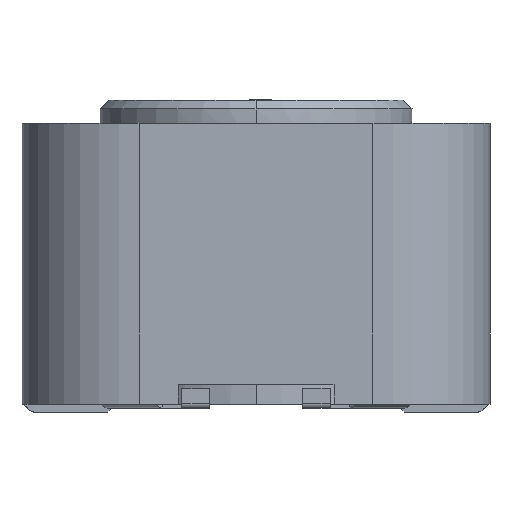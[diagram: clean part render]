
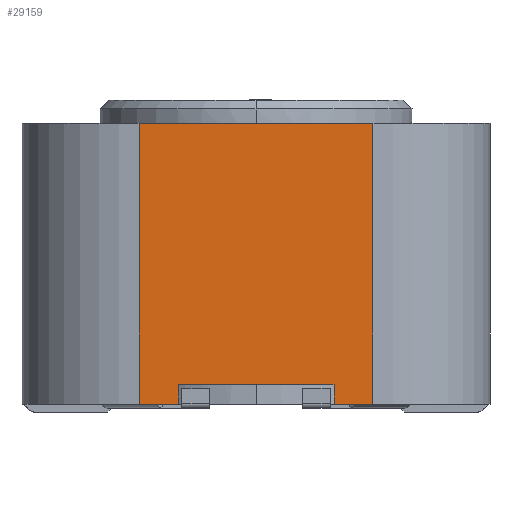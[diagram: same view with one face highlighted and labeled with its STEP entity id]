
A CAD part, left-side view. The second image highlights one B-rep face of the part: STEP entity #29159.
In plain terms, the highlighted planar face has unit normal (-1, 0, 0).
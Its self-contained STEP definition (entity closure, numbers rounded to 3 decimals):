
#226 = EDGE_CURVE ( 'NONE', #15244, #18637, #5097, .T. ) ;
#526 = CARTESIAN_POINT ( 'NONE',  ( -6., 2., 0.5 ) ) ;
#885 = CARTESIAN_POINT ( 'NONE',  ( -6., -3., 7.2 ) ) ;
#1350 = ORIENTED_EDGE ( 'NONE', *, *, #15981, .F. ) ;
#2015 = CARTESIAN_POINT ( 'NONE',  ( -6., 2., 0. ) ) ;
#2297 = CARTESIAN_POINT ( 'NONE',  ( -6., 3., 0. ) ) ;
#2353 = VECTOR ( 'NONE', #2973, 1000. ) ;
#2528 = VERTEX_POINT ( 'NONE', #3105 ) ;
#2973 = DIRECTION ( 'NONE',  ( 0., 0., -1. ) ) ;
#3105 = CARTESIAN_POINT ( 'NONE',  ( -6., -2., 0. ) ) ;
#3407 = DIRECTION ( 'NONE',  ( 1., 0., 0. ) ) ;
#4246 = VECTOR ( 'NONE', #26849, 1000. ) ;
#4275 = ORIENTED_EDGE ( 'NONE', *, *, #12636, .F. ) ;
#5097 = LINE ( 'NONE', #27753, #7615 ) ;
#5827 = LINE ( 'NONE', #23882, #22514 ) ;
#6096 = EDGE_CURVE ( 'NONE', #9264, #20866, #25312, .T. ) ;
#6139 = LINE ( 'NONE', #10707, #4246 ) ;
#6646 = VERTEX_POINT ( 'NONE', #18829 ) ;
#6965 = ORIENTED_EDGE ( 'NONE', *, *, #21785, .T. ) ;
#7472 = DIRECTION ( 'NONE',  ( 0., -1., 0. ) ) ;
#7615 = VECTOR ( 'NONE', #7472, 1000. ) ;
#7843 = CARTESIAN_POINT ( 'NONE',  ( -6., 3., 7.2 ) ) ;
#9152 = ORIENTED_EDGE ( 'NONE', *, *, #22340, .F. ) ;
#9264 = VERTEX_POINT ( 'NONE', #885 ) ;
#9518 = ORIENTED_EDGE ( 'NONE', *, *, #6096, .F. ) ;
#10707 = CARTESIAN_POINT ( 'NONE',  ( -6., 3., 7.2 ) ) ;
#10726 = CARTESIAN_POINT ( 'NONE',  ( -6., -2., 0.5 ) ) ;
#10845 = ORIENTED_EDGE ( 'NONE', *, *, #226, .T. ) ;
#11720 = LINE ( 'NONE', #526, #14157 ) ;
#12416 = DIRECTION ( 'NONE',  ( 0., 1., 0. ) ) ;
#12636 = EDGE_CURVE ( 'NONE', #6646, #18637, #24559, .T. ) ;
#12967 = DIRECTION ( 'NONE',  ( 0., -1., 0. ) ) ;
#13311 = CARTESIAN_POINT ( 'NONE',  ( -6., 2., 0. ) ) ;
#14157 = VECTOR ( 'NONE', #18552, 1000. ) ;
#14588 = CARTESIAN_POINT ( 'NONE',  ( -6., 3., 7.2 ) ) ;
#14841 = VECTOR ( 'NONE', #12967, 1000. ) ;
#15244 = VERTEX_POINT ( 'NONE', #23009 ) ;
#15654 = CARTESIAN_POINT ( 'NONE',  ( -6., 3., 7.2 ) ) ;
#15981 = EDGE_CURVE ( 'NONE', #2528, #22747, #5827, .T. ) ;
#16651 = CARTESIAN_POINT ( 'NONE',  ( -6., -3., 0. ) ) ;
#18123 = LINE ( 'NONE', #2297, #14841 ) ;
#18552 = DIRECTION ( 'NONE',  ( 0., 1., 0. ) ) ;
#18637 = VERTEX_POINT ( 'NONE', #2015 ) ;
#18795 = PLANE ( 'NONE',  #25255 ) ;
#18829 = CARTESIAN_POINT ( 'NONE',  ( -6., 2., 0.5 ) ) ;
#19816 = EDGE_CURVE ( 'NONE', #22747, #6646, #11720, .T. ) ;
#20866 = VERTEX_POINT ( 'NONE', #16651 ) ;
#21412 = LINE ( 'NONE', #14588, #25800 ) ;
#21464 = CARTESIAN_POINT ( 'NONE',  ( -6., -3., 7.2 ) ) ;
#21466 = FACE_OUTER_BOUND ( 'NONE', #26566, .T. ) ;
#21785 = EDGE_CURVE ( 'NONE', #2528, #20866, #18123, .T. ) ;
#22340 = EDGE_CURVE ( 'NONE', #27020, #9264, #21412, .T. ) ;
#22514 = VECTOR ( 'NONE', #27730, 1000. ) ;
#22747 = VERTEX_POINT ( 'NONE', #10726 ) ;
#23009 = CARTESIAN_POINT ( 'NONE',  ( -6., 3., 0. ) ) ;
#23882 = CARTESIAN_POINT ( 'NONE',  ( -6., -2., 0. ) ) ;
#24559 = LINE ( 'NONE', #13311, #27129 ) ;
#24673 = EDGE_CURVE ( 'NONE', #27020, #15244, #6139, .T. ) ;
#25019 = ORIENTED_EDGE ( 'NONE', *, *, #24673, .T. ) ;
#25255 = AXIS2_PLACEMENT_3D ( 'NONE', #7843, #3407, #12416 ) ;
#25312 = LINE ( 'NONE', #21464, #2353 ) ;
#25800 = VECTOR ( 'NONE', #28210, 1000. ) ;
#26566 = EDGE_LOOP ( 'NONE', ( #25019, #10845, #4275, #26995, #1350, #6965, #9518, #9152 ) ) ;
#26849 = DIRECTION ( 'NONE',  ( 0., 0., -1. ) ) ;
#26926 = DIRECTION ( 'NONE',  ( 0., 0., -1. ) ) ;
#26995 = ORIENTED_EDGE ( 'NONE', *, *, #19816, .F. ) ;
#27020 = VERTEX_POINT ( 'NONE', #15654 ) ;
#27129 = VECTOR ( 'NONE', #26926, 1000. ) ;
#27730 = DIRECTION ( 'NONE',  ( 0., 0., 1. ) ) ;
#27753 = CARTESIAN_POINT ( 'NONE',  ( -6., 3., 0. ) ) ;
#28210 = DIRECTION ( 'NONE',  ( 0., -1., 0. ) ) ;
#29159 = ADVANCED_FACE ( 'NONE', ( #21466 ), #18795, .F. ) ;
